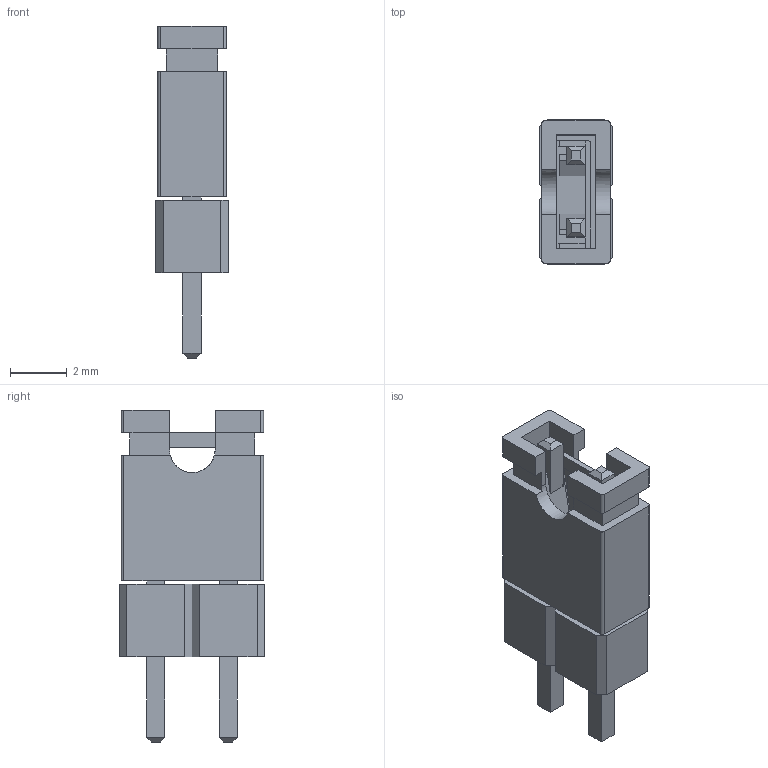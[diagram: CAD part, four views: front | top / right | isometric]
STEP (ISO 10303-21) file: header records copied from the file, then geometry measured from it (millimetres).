
FILE_DESCRIPTION(('FreeCAD Model'),'2;1');
FILE_NAME('Open CASCADE Shape Model','2024-05-19T10:55:13',( 'kicad StepUp'),('ksu MCAD'),'Open CASCADE STEP processor 7.7', 'FreeCAD','Unknown');
FILE_SCHEMA(('AUTOMOTIVE_DESIGN { 1 0 10303 214 1 1 1 1 }'));
Length unit declared in the file: millimetre
Products named in the file (1): JUMPER_01x02_VERTICAL_2.54MM
Bounding box: 2.54 x 5.08 x 11.65 mm (x, y, z)
Volume: 77.1 mm3; surface area: 296 mm2
Topology: 1 solids, 1 shells, 140 faces, 381 edges, 243 vertices
Faces by surface type: plane 124, cylinder 16
Entity records: 5329 total; most frequent: CARTESIAN_POINT 777, ORIENTED_EDGE 762, DIRECTION 689, EDGE_CURVE 381, LINE 347, VECTOR 347, VERTEX_POINT 243, AXIS2_PLACEMENT_3D 171
